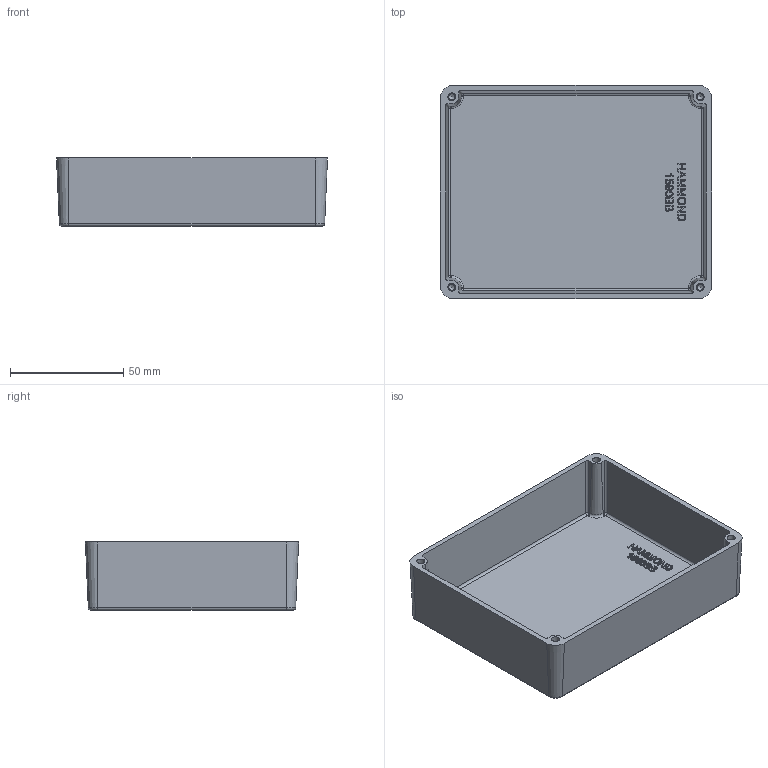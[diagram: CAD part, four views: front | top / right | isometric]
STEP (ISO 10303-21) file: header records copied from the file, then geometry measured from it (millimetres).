
FILE_DESCRIPTION(/* description */ (''),/* implementation_level */ '2;1');
FILE_NAME(/* name */ 'lower_box.step',/* time_stamp */ '2025-11-03T18:59:01+13:00',/* author */ (''),/* organization */ (''),/* preprocessor_version */ 'ST-DEVELOPER v20.1',/* originating_system */ 'Autodesk Translation Framework v14.17.0.0',/* authorisation */ '');
FILE_SCHEMA (('AUTOMOTIVE_DESIGN { 1 0 10303 214 3 1 1 }'));
Length unit declared in the file: millimetre
Products named in the file (1): 1590BB BOX
Bounding box: 119.5 x 94 x 30 mm (x, y, z)
Volume: 52352.8 mm3; surface area: 45051.7 mm2
Topology: 1 solids, 1 shells, 277 faces, 708 edges, 452 vertices
Faces by surface type: plane 141, bspline 76, cylinder 32, cone 12, sphere 8, torus 8
Full cylindrical faces by diameter (mm): 2.642 x4, 3.5 x4
Entity records: 8828 total; most frequent: CARTESIAN_POINT 2596, ORIENTED_EDGE 1392, DIRECTION 1036, EDGE_CURVE 696, LINE 456, VECTOR 456, VERTEX_POINT 452, EDGE_LOOP 308
